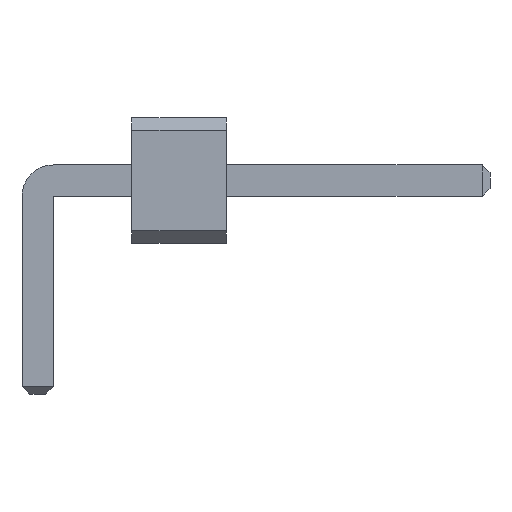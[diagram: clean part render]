
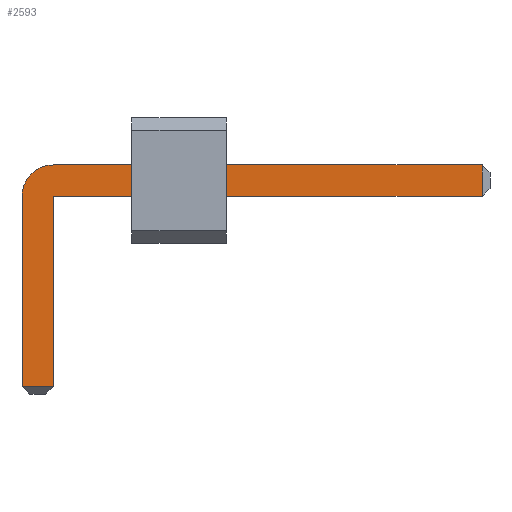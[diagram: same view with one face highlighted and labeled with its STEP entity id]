
A CAD part, front view. The second image highlights one B-rep face of the part: STEP entity #2593.
In plain terms, the highlighted planar face has unit normal (0, -1, 0).
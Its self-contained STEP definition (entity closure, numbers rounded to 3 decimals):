
#13=DIRECTION('',(0.,0.,1.));
#27=VECTOR('',#28,1.);
#28=DIRECTION('',(1.,0.,0.));
#1132=VECTOR('',#13,1.);
#1174=DIRECTION('',(0.,1.,0.));
#2407=VECTOR('',#2408,1.);
#2408=DIRECTION('',(0.,0.,-1.));
#2415=VECTOR('',#2416,1.);
#2416=DIRECTION('',(-1.,0.,0.));
#2437=DIRECTION('',(-0.,1.,0.));
#2447=VERTEX_POINT('',#2448);
#2448=CARTESIAN_POINT('',(0.25,-36.25,1.25));
#2450=ORIENTED_EDGE('',*,*,#2451,.T.);
#2451=EDGE_CURVE('',#2447,#2452,#2454,.T.);
#2452=VERTEX_POINT('',#2453);
#2453=CARTESIAN_POINT('',(7.075,-36.25,1.25));
#2454=LINE('',#2455,#27);
#2455=CARTESIAN_POINT('',(-0.25,-36.25,1.25));
#2491=EDGE_CURVE('',#2492,#2447,#2494,.T.);
#2492=VERTEX_POINT('',#2493);
#2493=CARTESIAN_POINT('',(-0.25,-36.25,0.75));
#2494=CIRCLE('',#2495,0.5);
#2495=AXIS2_PLACEMENT_3D('',#2496,#2437,#2408);
#2496=CARTESIAN_POINT('',(0.25,-36.25,0.75));
#2508=VERTEX_POINT('',#2509);
#2509=CARTESIAN_POINT('',(7.075,-36.25,0.75));
#2511=ORIENTED_EDGE('',*,*,#2512,.T.);
#2512=EDGE_CURVE('',#2508,#2513,#2514,.T.);
#2513=VERTEX_POINT('',#2496);
#2514=LINE('',#2515,#2415);
#2515=CARTESIAN_POINT('',(7.2,-36.25,0.75));
#2527=VERTEX_POINT('',#2528);
#2528=CARTESIAN_POINT('',(-0.25,-36.25,-2.275));
#2530=ORIENTED_EDGE('',*,*,#2531,.T.);
#2531=EDGE_CURVE('',#2527,#2492,#2532,.T.);
#2532=LINE('',#2533,#1132);
#2533=CARTESIAN_POINT('',(-0.25,-36.25,-2.4));
#2541=ORIENTED_EDGE('',*,*,#2542,.T.);
#2542=EDGE_CURVE('',#2513,#2543,#2545,.T.);
#2543=VERTEX_POINT('',#2544);
#2544=CARTESIAN_POINT('',(0.25,-36.25,-2.275));
#2545=LINE('',#2496,#2407);
#2593=ADVANCED_FACE('',(#2594),#2603,.F.);
#2594=FACE_BOUND('',#2595,.F.);
#2595=EDGE_LOOP('',(#2450,#2596,#2511,#2541,#2599,#2530,#2602));
#2596=ORIENTED_EDGE('',*,*,#2597,.T.);
#2597=EDGE_CURVE('',#2452,#2508,#2598,.T.);
#2598=LINE('',#2453,#2407);
#2599=ORIENTED_EDGE('',*,*,#2600,.T.);
#2600=EDGE_CURVE('',#2543,#2527,#2601,.T.);
#2601=LINE('',#2544,#2415);
#2602=ORIENTED_EDGE('',*,*,#2491,.T.);
#2603=PLANE('',#2604);
#2604=AXIS2_PLACEMENT_3D('',#2605,#1174,#13);
#2605=CARTESIAN_POINT('',(2.489,-36.25,0.411));
